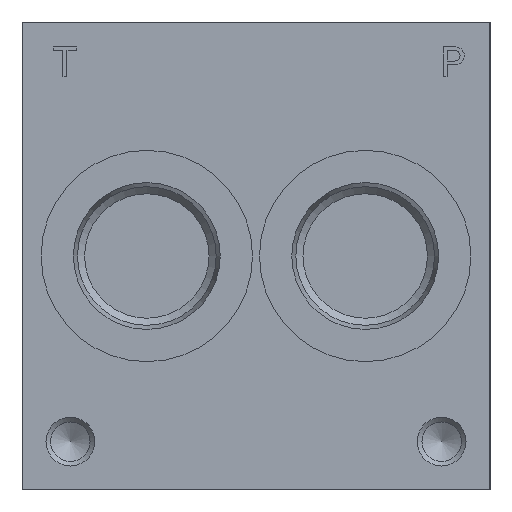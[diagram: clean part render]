
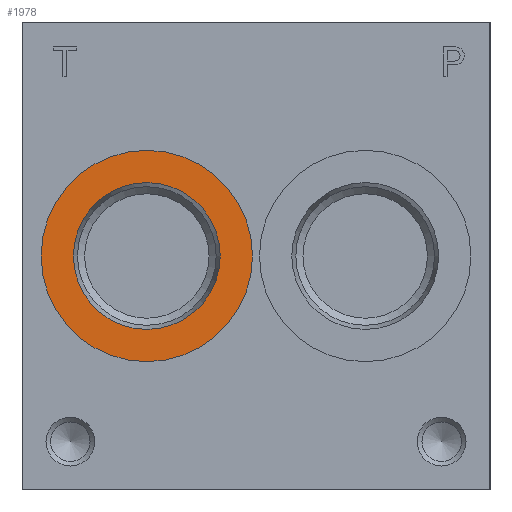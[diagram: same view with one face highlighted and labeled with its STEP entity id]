
A CAD part, left-side view. The second image highlights one B-rep face of the part: STEP entity #1978.
In plain terms, the highlighted planar face has unit normal (-1, 0, 0).
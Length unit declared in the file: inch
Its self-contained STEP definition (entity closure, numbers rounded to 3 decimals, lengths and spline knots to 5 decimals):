
#1978 = ADVANCED_FACE( '', ( #4434, #4435 ), #4436, .T. );
#4434 = FACE_BOUND( '', #7062, .T. );
#4435 = FACE_OUTER_BOUND( '', #7063, .T. );
#4436 = PLANE( '', #7064 );
#7062 = EDGE_LOOP( '', ( #12334 ) );
#7063 = EDGE_LOOP( '', ( #12335 ) );
#7064 = AXIS2_PLACEMENT_3D( '', #12336, #12337, #12338 );
#12334 = ORIENTED_EDGE( '', *, *, #14459, .T. );
#12335 = ORIENTED_EDGE( '', *, *, #13449, .F. );
#12336 = CARTESIAN_POINT( '', ( 0.031, 2.8775, 1.5 ) );
#12337 = DIRECTION( '', ( -1., 0., 0. ) );
#12338 = DIRECTION( '', ( 0., 0., 1. ) );
#13449 = EDGE_CURVE( '', #15732, #15732, #15733, .T. );
#14459 = EDGE_CURVE( '', #17361, #17361, #17362, .T. );
#15732 = VERTEX_POINT( '', #18994 );
#15733 = CIRCLE( '', #18995, 0.6775 );
#17361 = VERTEX_POINT( '', #21114 );
#17362 = CIRCLE( '', #21115, 0.4705 );
#18994 = CARTESIAN_POINT( '', ( 0.031, 2.2, 0.8225 ) );
#18995 = AXIS2_PLACEMENT_3D( '', #22979, #22980, #22981 );
#21114 = CARTESIAN_POINT( '', ( 0.031, 2.2, 1.0295 ) );
#21115 = AXIS2_PLACEMENT_3D( '', #24196, #24197, #24198 );
#22979 = CARTESIAN_POINT( '', ( 0.031, 2.2, 1.5 ) );
#22980 = DIRECTION( '', ( 1., 0., 0. ) );
#22981 = DIRECTION( '', ( 0., 0., -1. ) );
#24196 = CARTESIAN_POINT( '', ( 0.031, 2.2, 1.5 ) );
#24197 = DIRECTION( '', ( 1., 0., 0. ) );
#24198 = DIRECTION( '', ( 0., 0., -1. ) );
